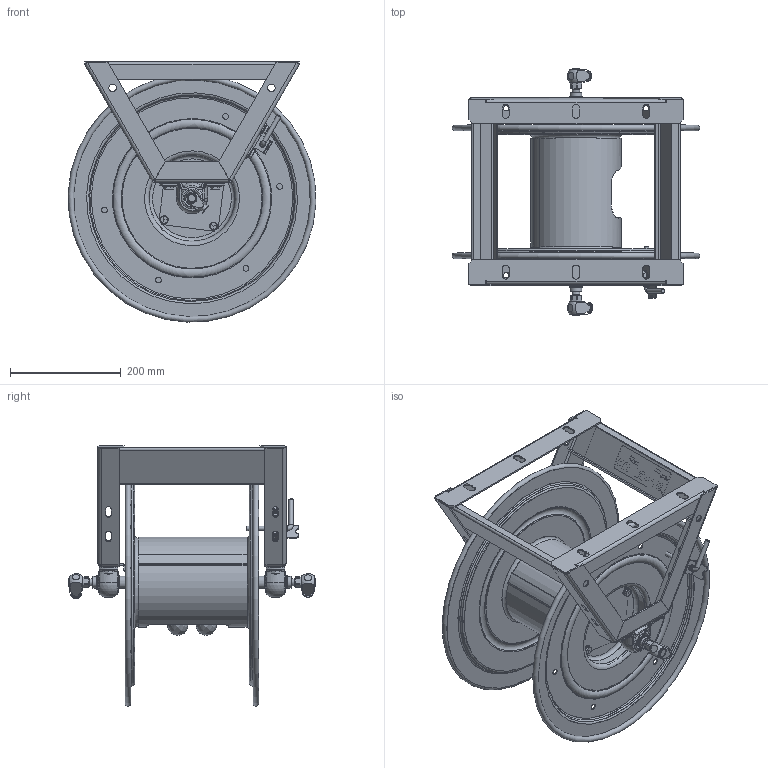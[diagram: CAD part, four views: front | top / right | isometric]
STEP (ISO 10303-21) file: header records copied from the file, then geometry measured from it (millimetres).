
FILE_DESCRIPTION(/* description */ (''),/* implementation_level */ '2;1');
FILE_NAME(/* name */ '1275HPL-4-8_SHARED.stp',/* time_stamp */ '2020-03-16T13:20:12-07:00',/* author */ ('NMelton'),/* organization */ (''),/* preprocessor_version */ 'ST-DEVELOPER v17',/* originating_system */ 'Autodesk Inventor 2019',/* authorisation */ '');
FILE_SCHEMA (('AUTOMOTIVE_DESIGN { 1 0 10303 214 3 1 1 }'));
Products named in the file (1): 1275HPL-4-8_SHARED
Bounding box: 447.43 x 444.75 x 470.08 mm (x, y, z)
Surface area: 1501453.9 mm2 (no closed solid volume)
Topology: 0 solids, 147 shells, 1514 faces, 5588 edges, 3998 vertices
Faces by surface type: plane 660, cylinder 335, bspline 281, torus 105, cone 101, sphere 32
Full cylindrical faces by diameter (mm): 1.245 x4, 1.321 x4, 2.54 x1, 3.048 x1, 6.35 x1, 6.985 x4, 7.925 x3, 7.938 x8, 8.382 x2, 8.738 x1, 8.763 x1, 10.414 x6, 10.439 x1, 10.592 x2, 11.43 x10, 12.192 x2, 12.7 x6, 12.859 x4, 13.398 x2, 13.462 x4, 13.868 x2, 14.186 x4, 15.875 x2, 16.764 x1, 17.575 x2, 17.615 x4, 17.78 x2, 18.644 x2, 19.253 x2, 20.625 x4
Entity records: 73006 total; most frequent: CARTESIAN_POINT 27129, ORIENTED_EDGE 8813, DIRECTION 8170, EDGE_CURVE 5534, VERTEX_POINT 3998, AXIS2_PLACEMENT_3D 2806, LINE 2558, VECTOR 2558
